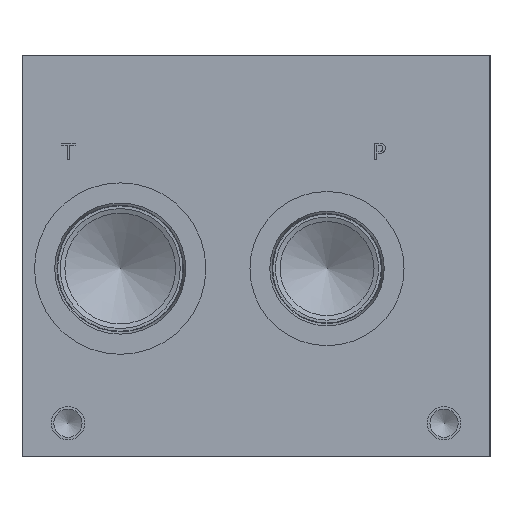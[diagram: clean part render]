
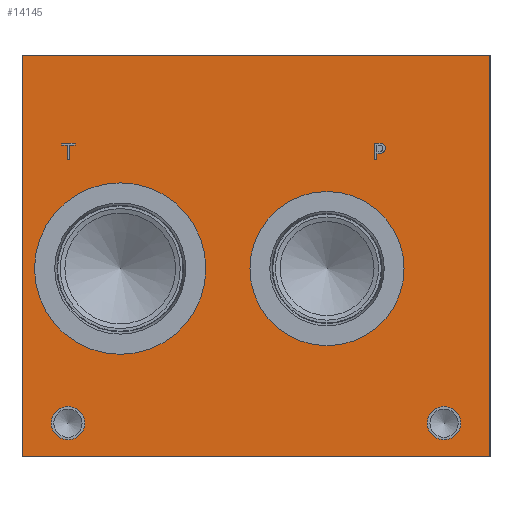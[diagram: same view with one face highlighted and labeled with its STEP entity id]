
A CAD part, left-side view. The second image highlights one B-rep face of the part: STEP entity #14145.
In plain terms, the highlighted planar face has unit normal (-1, 0, 0).
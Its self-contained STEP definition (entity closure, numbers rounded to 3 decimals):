
#222=CIRCLE('',#14906,32.563);
#223=CIRCLE('',#14907,32.563);
#224=CIRCLE('',#14908,29.286);
#225=CIRCLE('',#14909,29.286);
#226=CIRCLE('',#14910,6.35);
#227=CIRCLE('',#14911,6.35);
#228=CIRCLE('',#14912,6.35);
#229=CIRCLE('',#14913,6.35);
#769=B_SPLINE_CURVE_WITH_KNOTS('',2,(#21143,#21144,#21145,#21146),
 .UNSPECIFIED.,.F.,.F.,(3,1,3),(0.,1.,2.),.UNSPECIFIED.);
#771=B_SPLINE_CURVE_WITH_KNOTS('',2,(#21164,#21165,#21166,#21167),
 .UNSPECIFIED.,.F.,.F.,(3,1,3),(0.,1.,2.),.UNSPECIFIED.);
#773=B_SPLINE_CURVE_WITH_KNOTS('',2,(#21213,#21214,#21215,#21216),
 .UNSPECIFIED.,.F.,.F.,(3,1,3),(0.,1.,2.),.UNSPECIFIED.);
#775=B_SPLINE_CURVE_WITH_KNOTS('',2,(#21231,#21232,#21233,#21234),
 .UNSPECIFIED.,.F.,.F.,(3,1,3),(0.,1.,2.),.UNSPECIFIED.);
#1189=FACE_BOUND('',#2220,.T.);
#1190=FACE_BOUND('',#2221,.T.);
#1191=FACE_BOUND('',#2222,.T.);
#1192=FACE_BOUND('',#2223,.T.);
#1193=FACE_BOUND('',#2224,.T.);
#1194=FACE_BOUND('',#2225,.T.);
#1403=FACE_OUTER_BOUND('',#2219,.T.);
#2219=EDGE_LOOP('',(#9981,#9982,#9983,#9984));
#2220=EDGE_LOOP('',(#9985,#9986));
#2221=EDGE_LOOP('',(#9987,#9988));
#2222=EDGE_LOOP('',(#9989,#9990));
#2223=EDGE_LOOP('',(#9991,#9992));
#2224=EDGE_LOOP('',(#9993,#9994,#9995,#9996,#9997,#9998,#9999,#10000));
#2225=EDGE_LOOP('',(#10001,#10002,#10003,#10004,#10005,#10006,#10007,#10008,
#10009));
#3014=LINE('',#19431,#4305);
#3394=LINE('',#21176,#4685);
#3397=LINE('',#21182,#4688);
#3400=LINE('',#21188,#4691);
#3403=LINE('',#21194,#4694);
#3406=LINE('',#21200,#4697);
#3410=LINE('',#21242,#4701);
#3411=LINE('',#21244,#4702);
#3412=LINE('',#21245,#4703);
#3413=LINE('',#21264,#4704);
#3414=LINE('',#21266,#4705);
#3415=LINE('',#21268,#4706);
#3416=LINE('',#21270,#4707);
#3417=LINE('',#21272,#4708);
#3418=LINE('',#21274,#4709);
#3419=LINE('',#21276,#4710);
#3420=LINE('',#21277,#4711);
#4305=VECTOR('',#15898,10.);
#4685=VECTOR('',#16440,10.);
#4688=VECTOR('',#16445,10.);
#4691=VECTOR('',#16450,10.);
#4694=VECTOR('',#16455,10.);
#4697=VECTOR('',#16460,10.);
#4701=VECTOR('',#16468,10.);
#4702=VECTOR('',#16469,10.);
#4703=VECTOR('',#16470,10.);
#4704=VECTOR('',#16487,10.);
#4705=VECTOR('',#16488,10.);
#4706=VECTOR('',#16489,10.);
#4707=VECTOR('',#16490,10.);
#4708=VECTOR('',#16491,10.);
#4709=VECTOR('',#16492,10.);
#4710=VECTOR('',#16493,10.);
#4711=VECTOR('',#16494,10.);
#5589=VERTEX_POINT('',#19424);
#5592=VERTEX_POINT('',#19429);
#6058=VERTEX_POINT('',#21141);
#6059=VERTEX_POINT('',#21142);
#6062=VERTEX_POINT('',#21163);
#6064=VERTEX_POINT('',#21175);
#6066=VERTEX_POINT('',#21181);
#6068=VERTEX_POINT('',#21187);
#6070=VERTEX_POINT('',#21193);
#6072=VERTEX_POINT('',#21199);
#6074=VERTEX_POINT('',#21212);
#6076=VERTEX_POINT('',#21241);
#6077=VERTEX_POINT('',#21243);
#6078=VERTEX_POINT('',#21246);
#6079=VERTEX_POINT('',#21247);
#6080=VERTEX_POINT('',#21250);
#6081=VERTEX_POINT('',#21251);
#6082=VERTEX_POINT('',#21254);
#6083=VERTEX_POINT('',#21255);
#6084=VERTEX_POINT('',#21258);
#6085=VERTEX_POINT('',#21259);
#6086=VERTEX_POINT('',#21262);
#6087=VERTEX_POINT('',#21263);
#6088=VERTEX_POINT('',#21265);
#6089=VERTEX_POINT('',#21267);
#6090=VERTEX_POINT('',#21269);
#6091=VERTEX_POINT('',#21271);
#6092=VERTEX_POINT('',#21273);
#6093=VERTEX_POINT('',#21275);
#7042=EDGE_CURVE('',#5589,#5592,#3014,.T.);
#7584=EDGE_CURVE('',#6058,#6059,#769,.T.);
#7588=EDGE_CURVE('',#6062,#6058,#771,.T.);
#7591=EDGE_CURVE('',#6064,#6062,#3394,.T.);
#7594=EDGE_CURVE('',#6066,#6064,#3397,.T.);
#7597=EDGE_CURVE('',#6068,#6066,#3400,.T.);
#7600=EDGE_CURVE('',#6070,#6068,#3403,.T.);
#7603=EDGE_CURVE('',#6072,#6070,#3406,.T.);
#7606=EDGE_CURVE('',#6074,#6072,#773,.T.);
#7609=EDGE_CURVE('',#6059,#6074,#775,.T.);
#7611=EDGE_CURVE('',#6076,#5589,#3410,.T.);
#7612=EDGE_CURVE('',#6077,#5592,#3411,.T.);
#7613=EDGE_CURVE('',#6076,#6077,#3412,.T.);
#7614=EDGE_CURVE('',#6078,#6079,#222,.T.);
#7615=EDGE_CURVE('',#6079,#6078,#223,.T.);
#7616=EDGE_CURVE('',#6080,#6081,#224,.T.);
#7617=EDGE_CURVE('',#6081,#6080,#225,.T.);
#7618=EDGE_CURVE('',#6082,#6083,#226,.T.);
#7619=EDGE_CURVE('',#6083,#6082,#227,.T.);
#7620=EDGE_CURVE('',#6084,#6085,#228,.T.);
#7621=EDGE_CURVE('',#6085,#6084,#229,.T.);
#7622=EDGE_CURVE('',#6086,#6087,#3413,.T.);
#7623=EDGE_CURVE('',#6087,#6088,#3414,.T.);
#7624=EDGE_CURVE('',#6088,#6089,#3415,.T.);
#7625=EDGE_CURVE('',#6089,#6090,#3416,.T.);
#7626=EDGE_CURVE('',#6090,#6091,#3417,.T.);
#7627=EDGE_CURVE('',#6091,#6092,#3418,.T.);
#7628=EDGE_CURVE('',#6092,#6093,#3419,.T.);
#7629=EDGE_CURVE('',#6093,#6086,#3420,.T.);
#9981=ORIENTED_EDGE('',*,*,#7611,.T.);
#9982=ORIENTED_EDGE('',*,*,#7042,.T.);
#9983=ORIENTED_EDGE('',*,*,#7612,.F.);
#9984=ORIENTED_EDGE('',*,*,#7613,.F.);
#9985=ORIENTED_EDGE('',*,*,#7614,.T.);
#9986=ORIENTED_EDGE('',*,*,#7615,.T.);
#9987=ORIENTED_EDGE('',*,*,#7616,.T.);
#9988=ORIENTED_EDGE('',*,*,#7617,.T.);
#9989=ORIENTED_EDGE('',*,*,#7618,.T.);
#9990=ORIENTED_EDGE('',*,*,#7619,.T.);
#9991=ORIENTED_EDGE('',*,*,#7620,.T.);
#9992=ORIENTED_EDGE('',*,*,#7621,.T.);
#9993=ORIENTED_EDGE('',*,*,#7622,.T.);
#9994=ORIENTED_EDGE('',*,*,#7623,.T.);
#9995=ORIENTED_EDGE('',*,*,#7624,.T.);
#9996=ORIENTED_EDGE('',*,*,#7625,.T.);
#9997=ORIENTED_EDGE('',*,*,#7626,.T.);
#9998=ORIENTED_EDGE('',*,*,#7627,.T.);
#9999=ORIENTED_EDGE('',*,*,#7628,.T.);
#10000=ORIENTED_EDGE('',*,*,#7629,.T.);
#10001=ORIENTED_EDGE('',*,*,#7584,.T.);
#10002=ORIENTED_EDGE('',*,*,#7609,.T.);
#10003=ORIENTED_EDGE('',*,*,#7606,.T.);
#10004=ORIENTED_EDGE('',*,*,#7603,.T.);
#10005=ORIENTED_EDGE('',*,*,#7600,.T.);
#10006=ORIENTED_EDGE('',*,*,#7597,.T.);
#10007=ORIENTED_EDGE('',*,*,#7594,.T.);
#10008=ORIENTED_EDGE('',*,*,#7591,.T.);
#10009=ORIENTED_EDGE('',*,*,#7588,.T.);
#13181=PLANE('',#14905);
#14145=ADVANCED_FACE('',(#1403,#1189,#1190,#1191,#1192,#1193,#1194),#13181,
 .T.);
#14905=AXIS2_PLACEMENT_3D('',#21240,#16466,#16467);
#14906=AXIS2_PLACEMENT_3D('',#21248,#16471,#16472);
#14907=AXIS2_PLACEMENT_3D('',#21249,#16473,#16474);
#14908=AXIS2_PLACEMENT_3D('',#21252,#16475,#16476);
#14909=AXIS2_PLACEMENT_3D('',#21253,#16477,#16478);
#14910=AXIS2_PLACEMENT_3D('',#21256,#16479,#16480);
#14911=AXIS2_PLACEMENT_3D('',#21257,#16481,#16482);
#14912=AXIS2_PLACEMENT_3D('',#21260,#16483,#16484);
#14913=AXIS2_PLACEMENT_3D('',#21261,#16485,#16486);
#15898=DIRECTION('',(0.,0.,1.));
#16440=DIRECTION('',(0.,-1.,0.));
#16445=DIRECTION('',(0.,0.,1.));
#16450=DIRECTION('',(0.,1.,0.));
#16455=DIRECTION('',(0.,0.,-1.));
#16460=DIRECTION('',(0.,1.,0.));
#16466=DIRECTION('center_axis',(-1.,0.,0.));
#16467=DIRECTION('ref_axis',(0.,-1.,0.));
#16468=DIRECTION('',(0.,-1.,0.));
#16469=DIRECTION('',(0.,-1.,0.));
#16470=DIRECTION('',(0.,0.,1.));
#16471=DIRECTION('center_axis',(1.,0.,0.));
#16472=DIRECTION('ref_axis',(0.,0.,1.));
#16473=DIRECTION('center_axis',(1.,0.,0.));
#16474=DIRECTION('ref_axis',(0.,0.,1.));
#16475=DIRECTION('center_axis',(1.,0.,0.));
#16476=DIRECTION('ref_axis',(0.,0.,1.));
#16477=DIRECTION('center_axis',(1.,0.,0.));
#16478=DIRECTION('ref_axis',(0.,0.,1.));
#16479=DIRECTION('center_axis',(1.,0.,0.));
#16480=DIRECTION('ref_axis',(0.,1.,0.));
#16481=DIRECTION('center_axis',(1.,0.,0.));
#16482=DIRECTION('ref_axis',(0.,1.,0.));
#16483=DIRECTION('center_axis',(1.,0.,0.));
#16484=DIRECTION('ref_axis',(0.,1.,0.));
#16485=DIRECTION('center_axis',(1.,0.,0.));
#16486=DIRECTION('ref_axis',(0.,1.,0.));
#16487=DIRECTION('',(0.,1.,0.));
#16488=DIRECTION('',(0.,0.,1.));
#16489=DIRECTION('',(0.,1.,0.));
#16490=DIRECTION('',(0.,0.,1.));
#16491=DIRECTION('',(0.,-1.,0.));
#16492=DIRECTION('',(0.,0.,-1.));
#16493=DIRECTION('',(0.,1.,0.));
#16494=DIRECTION('',(0.,0.,-1.));
#19424=CARTESIAN_POINT('',(0.,0.,0.));
#19429=CARTESIAN_POINT('',(0.,0.,152.4));
#19431=CARTESIAN_POINT('',(0.,0.,0.));
#21141=CARTESIAN_POINT('',(0.,40.549,118.666));
#21142=CARTESIAN_POINT('',(0.,39.793,117.148));
#21143=CARTESIAN_POINT('Ctrl Pts',(0.,40.549,118.666));
#21144=CARTESIAN_POINT('Ctrl Pts',(0.,40.194,118.424));
#21145=CARTESIAN_POINT('Ctrl Pts',(0.,39.793,117.678));
#21146=CARTESIAN_POINT('Ctrl Pts',(0.,39.793,117.148));
#21163=CARTESIAN_POINT('',(0.,42.212,119.062));
#21164=CARTESIAN_POINT('Ctrl Pts',(0.,42.212,119.062));
#21165=CARTESIAN_POINT('Ctrl Pts',(0.,41.646,119.062));
#21166=CARTESIAN_POINT('Ctrl Pts',(0.,40.853,118.877));
#21167=CARTESIAN_POINT('Ctrl Pts',(0.,40.549,118.666));
#21175=CARTESIAN_POINT('',(0.,43.807,119.062));
#21176=CARTESIAN_POINT('',(0.,110.803,119.062));
#21181=CARTESIAN_POINT('',(0.,43.807,112.713));
#21182=CARTESIAN_POINT('',(0.,43.807,56.356));
#21187=CARTESIAN_POINT('',(0.,42.963,112.713));
#21188=CARTESIAN_POINT('',(0.,110.381,112.713));
#21193=CARTESIAN_POINT('',(0.,42.963,115.08));
#21194=CARTESIAN_POINT('',(0.,42.963,57.54));
#21199=CARTESIAN_POINT('',(0.,42.248,115.08));
#21200=CARTESIAN_POINT('',(0.,110.024,115.08));
#21212=CARTESIAN_POINT('',(0.,40.349,115.738));
#21213=CARTESIAN_POINT('Ctrl Pts',(0.,40.349,115.738));
#21214=CARTESIAN_POINT('Ctrl Pts',(0.,40.678,115.414));
#21215=CARTESIAN_POINT('Ctrl Pts',(0.,41.568,115.08));
#21216=CARTESIAN_POINT('Ctrl Pts',(0.,42.248,115.08));
#21231=CARTESIAN_POINT('Ctrl Pts',(0.,39.793,117.148));
#21232=CARTESIAN_POINT('Ctrl Pts',(0.,39.793,116.737));
#21233=CARTESIAN_POINT('Ctrl Pts',(0.,40.086,115.996));
#21234=CARTESIAN_POINT('Ctrl Pts',(0.,40.349,115.738));
#21240=CARTESIAN_POINT('Origin',(0.,177.8,0.));
#21241=CARTESIAN_POINT('',(0.,177.8,0.));
#21242=CARTESIAN_POINT('',(0.,177.8,0.));
#21243=CARTESIAN_POINT('',(0.,177.8,152.4));
#21244=CARTESIAN_POINT('',(0.,177.8,152.4));
#21245=CARTESIAN_POINT('',(0.,177.8,0.));
#21246=CARTESIAN_POINT('',(0.,140.487,103.988));
#21247=CARTESIAN_POINT('',(0.,140.487,38.862));
#21248=CARTESIAN_POINT('Origin',(0.,140.487,71.425));
#21249=CARTESIAN_POINT('Origin',(0.,140.487,71.425));
#21250=CARTESIAN_POINT('',(0.,61.925,100.711));
#21251=CARTESIAN_POINT('',(0.,61.925,42.139));
#21252=CARTESIAN_POINT('Origin',(0.,61.925,71.425));
#21253=CARTESIAN_POINT('Origin',(0.,61.925,71.425));
#21254=CARTESIAN_POINT('',(0.,166.675,12.7));
#21255=CARTESIAN_POINT('',(0.,153.975,12.7));
#21256=CARTESIAN_POINT('Origin',(0.,160.325,12.7));
#21257=CARTESIAN_POINT('Origin',(0.,160.325,12.7));
#21258=CARTESIAN_POINT('',(0.,23.825,12.7));
#21259=CARTESIAN_POINT('',(0.,11.125,12.7));
#21260=CARTESIAN_POINT('Origin',(0.,17.475,12.7));
#21261=CARTESIAN_POINT('Origin',(0.,17.475,12.7));
#21262=CARTESIAN_POINT('',(0.,159.75,112.713));
#21263=CARTESIAN_POINT('',(0.,160.594,112.713));
#21264=CARTESIAN_POINT('',(0.,168.775,112.713));
#21265=CARTESIAN_POINT('',(0.,160.594,118.311));
#21266=CARTESIAN_POINT('',(0.,160.594,56.356));
#21267=CARTESIAN_POINT('',(0.,162.724,118.311));
#21268=CARTESIAN_POINT('',(0.,169.197,118.311));
#21269=CARTESIAN_POINT('',(0.,162.724,119.062));
#21270=CARTESIAN_POINT('',(0.,162.724,59.156));
#21271=CARTESIAN_POINT('',(0.,157.619,119.062));
#21272=CARTESIAN_POINT('',(0.,170.262,119.062));
#21273=CARTESIAN_POINT('',(0.,157.619,118.311));
#21274=CARTESIAN_POINT('',(0.,157.619,59.531));
#21275=CARTESIAN_POINT('',(0.,159.75,118.311));
#21276=CARTESIAN_POINT('',(0.,167.71,118.311));
#21277=CARTESIAN_POINT('',(0.,159.75,59.156));
